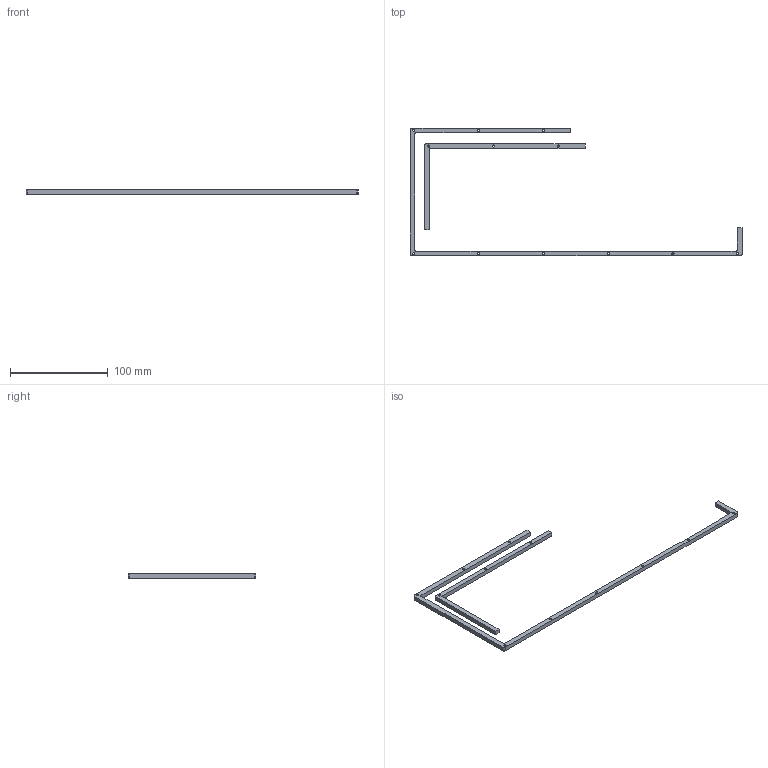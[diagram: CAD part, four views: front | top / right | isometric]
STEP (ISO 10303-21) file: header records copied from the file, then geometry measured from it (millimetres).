
FILE_DESCRIPTION(/* description */ (''),/* implementation_level */ '2;1');
FILE_NAME(/* name */ 'open_layer_combiner.stp',/* time_stamp */ '2024-07-11T20:10:42-04:00',/* author */ ('Moe'),/* organization */ (''),/* preprocessor_version */ 'ST-DEVELOPER v20',/* originating_system */ 'Autodesk Inventor 2024',/* authorisation */ '');
FILE_SCHEMA (('AUTOMOTIVE_DESIGN { 1 0 10303 214 3 1 1 }'));
Length unit declared in the file: millimetre
Products named in the file (3): open_layer; open_liner_L; open_liner_S_MIR
Assembly tree (2 placements, depth 2):
  open_layer
    open_liner_L
    open_liner_S_MIR
Bounding box: 340 x 131 x 4.5 mm (x, y, z)
Volume: 19771.2 mm3; surface area: 17307.9 mm2
Topology: 2 solids, 2 shells, 50 faces, 138 edges, 92 vertices
Faces by surface type: plane 27, cylinder 23
Full cylindrical faces by diameter (mm): 2.2 x12
Entity records: 1763 total; most frequent: DIRECTION 294, CARTESIAN_POINT 285, ORIENTED_EDGE 276, EDGE_CURVE 138, AXIS2_PLACEMENT_3D 101, LINE 92, VECTOR 92, VERTEX_POINT 92
